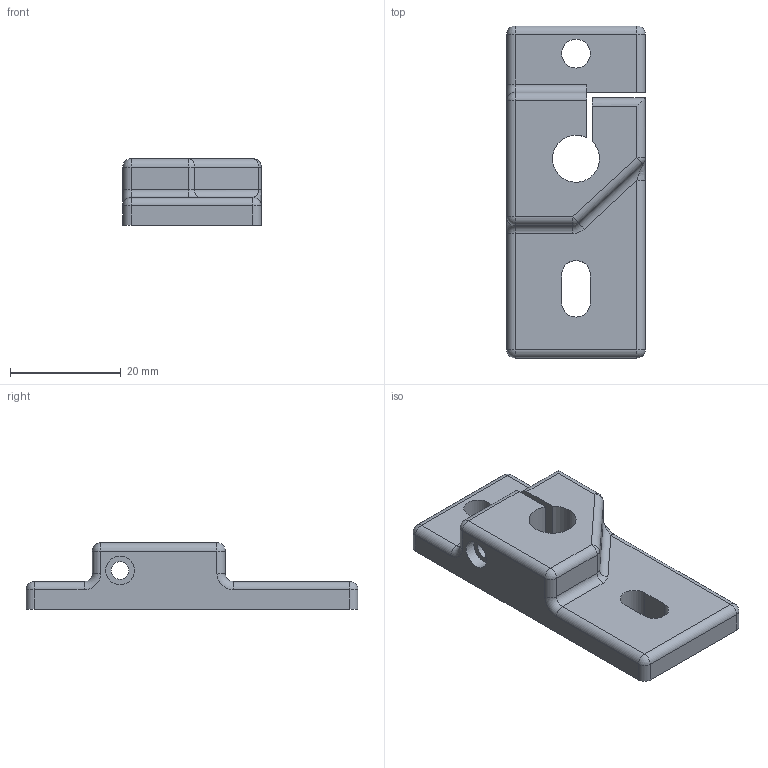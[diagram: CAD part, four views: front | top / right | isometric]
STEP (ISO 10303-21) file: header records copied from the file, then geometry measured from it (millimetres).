
FILE_DESCRIPTION(/* description */ (''),/* implementation_level */ '2;1');
FILE_NAME(/* name */ 'Y_Shaft_Clamp_8mm.step',/* time_stamp */ '2023-02-04T10:22:39+01:00',/* author */ (''),/* organization */ (''),/* preprocessor_version */ 'ST-DEVELOPER v19.2',/* originating_system */ 'Autodesk Translation Framework v11.17.0.187',/* authorisation */ '');
FILE_SCHEMA (('AUTOMOTIVE_DESIGN { 1 0 10303 214 3 1 1 }'));
Length unit declared in the file: millimetre
Products named in the file (1): Y_Shaft_Clamp_8mm
Bounding box: 25 x 60 x 12 mm (x, y, z)
Volume: 9577.8 mm3; surface area: 5050 mm2
Topology: 1 solids, 1 shells, 68 faces, 159 edges, 95 vertices
Faces by surface type: cylinder 30, plane 26, sphere 8, torus 3, bspline 1
Full cylindrical faces by diameter (mm): 3.2 x2, 5.2 x2
Entity records: 1999 total; most frequent: DIRECTION 358, CARTESIAN_POINT 347, ORIENTED_EDGE 318, EDGE_CURVE 159, AXIS2_PLACEMENT_3D 131, LINE 96, VECTOR 96, VERTEX_POINT 95
